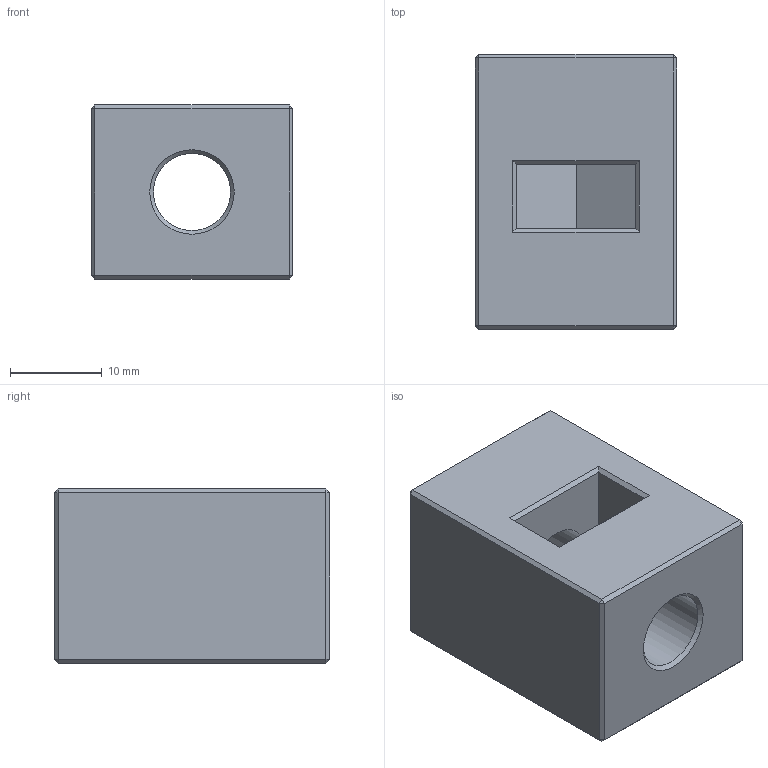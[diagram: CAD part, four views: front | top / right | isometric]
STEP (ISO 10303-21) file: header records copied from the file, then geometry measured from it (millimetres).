
FILE_DESCRIPTION(/* description */ (''),/* implementation_level */ '2;1');
FILE_NAME(/* name */ 'Hilfsanschlag Einsatzmutter klein v2.step',/* time_stamp */ '2021-11-06T13:00:18+01:00',/* author */ (''),/* organization */ (''),/* preprocessor_version */ 'ST-DEVELOPER v18.1',/* originating_system */ 'Autodesk Translation Framework v10.10.0.1391',/* authorisation */ '');
FILE_SCHEMA (('AUTOMOTIVE_DESIGN { 1 0 10303 214 3 1 1 }'));
Length unit declared in the file: millimetre
Products named in the file (1): Hilfsanschlag Einsatzmutter klein
Bounding box: 22 x 30 x 19 mm (x, y, z)
Volume: 9858.6 mm3; surface area: 4186.2 mm2
Topology: 1 solids, 1 shells, 40 faces, 81 edges, 44 vertices
Faces by surface type: plane 36, cone 2, cylinder 2
Full cylindrical faces by diameter (mm): 8.4 x2
Entity records: 1032 total; most frequent: DIRECTION 169, CARTESIAN_POINT 166, ORIENTED_EDGE 162, EDGE_CURVE 81, LINE 75, VECTOR 75, AXIS2_PLACEMENT_3D 47, EDGE_LOOP 45
